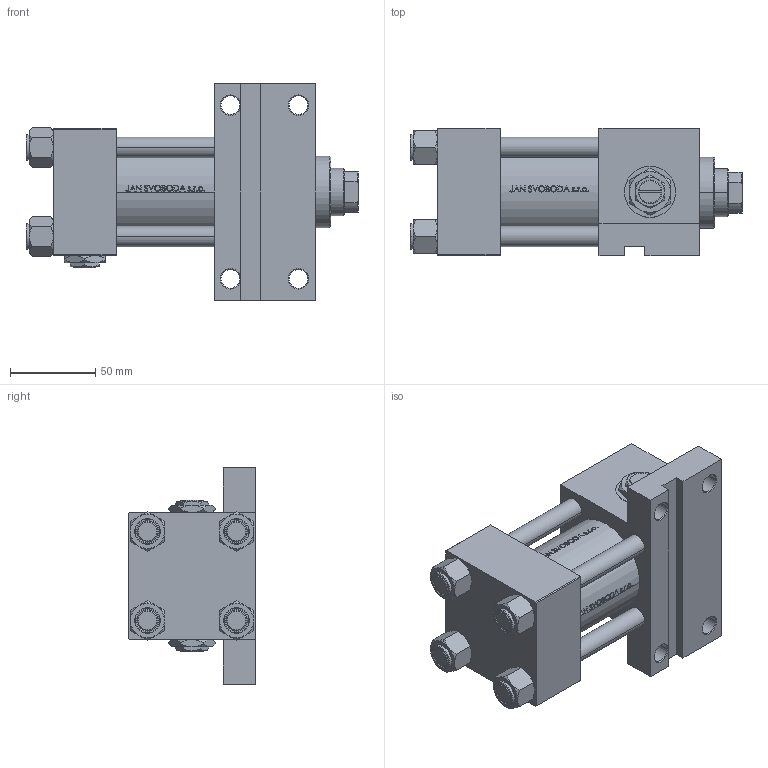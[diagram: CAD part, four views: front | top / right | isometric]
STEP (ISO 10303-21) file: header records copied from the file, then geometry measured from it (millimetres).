
FILE_DESCRIPTION (( 'STEP AP203' ), '1' );
FILE_NAME ('04bc.STEP', '2023-08-23T06:28:02', ( '' ), ( '' ), 'SwSTEP 2.0', 'SolidWorks 2019', '' );
FILE_SCHEMA (( 'CONFIG_CONTROL_DESIGN' ));
Length unit declared in the file: millimetre
Products named in the file (7): Zatka_pro_OIL_PORT d3fb0320c0be2ced985be8d49c35a0c0; NUT_M5_F d3fb0320c0be2ced985be8d49c35a0c0; V215CR_F_TYCINKA d3fb0320c0be2ced985be8d49c35a0c0; V215CR_VCP_F d3fb0320c0be2ced985be8d49c35a0c0; V215_VC_A d3fb0320c0be2ced985be8d49c35a0c0; V215CR_F_Body d3fb0320c0be2ced985be8d49c35a0c0; 04bc
Assembly tree (13 placements, depth 2):
  04bc
    V215CR_F_Body d3fb0320c0be2ced985be8d49c35a0c0
    V215CR_VCP_F d3fb0320c0be2ced985be8d49c35a0c0
    V215CR_F_TYCINKA d3fb0320c0be2ced985be8d49c35a0c0  x4
    NUT_M5_F d3fb0320c0be2ced985be8d49c35a0c0  x4
    V215_VC_A d3fb0320c0be2ced985be8d49c35a0c0
    Zatka_pro_OIL_PORT d3fb0320c0be2ced985be8d49c35a0c0  x2
Bounding box: 195 x 75 x 127 mm (x, y, z)
Volume: 720520.7 mm3; surface area: 163736.7 mm2
Topology: 13 solids, 13 shells, 1197 faces, 2943 edges, 1893 vertices
Faces by surface type: plane 483, bspline 380, cone 194, cylinder 132, torus 8
Entity records: 49369 total; most frequent: CARTESIAN_POINT 26420, ORIENTED_EDGE 5186, DIRECTION 3322, EDGE_CURVE 2593, VERTEX_POINT 1691, LINE 1320, VECTOR 1320, EDGE_LOOP 1176
